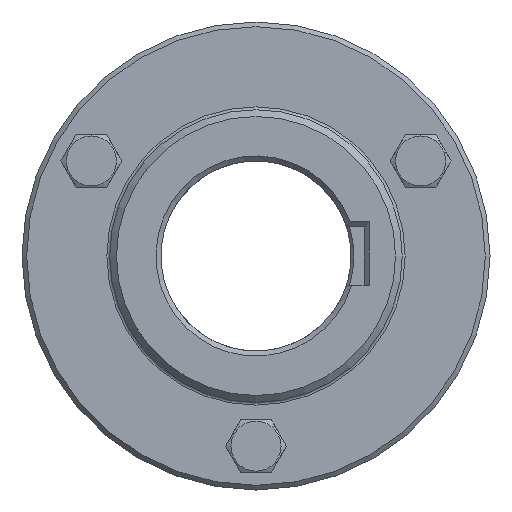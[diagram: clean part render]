
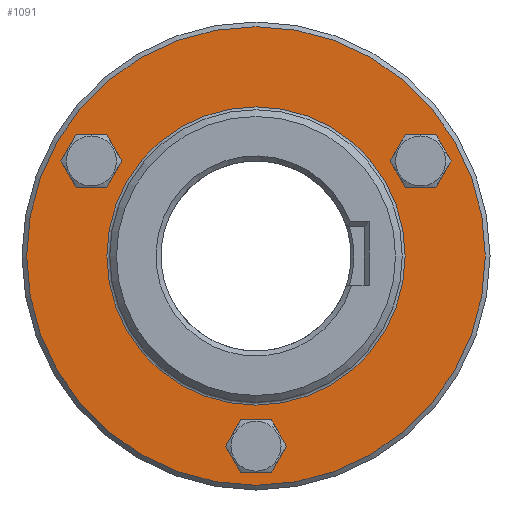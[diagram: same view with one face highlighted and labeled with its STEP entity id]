
A CAD part, left-side view. The second image highlights one B-rep face of the part: STEP entity #1091.
In plain terms, the highlighted face is planar.
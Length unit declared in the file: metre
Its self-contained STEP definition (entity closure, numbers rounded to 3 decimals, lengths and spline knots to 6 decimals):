
#196=CIRCLE('',#1466,0.003565);
#197=CIRCLE('',#1468,0.003565);
#198=CIRCLE('',#1470,0.003565);
#199=CIRCLE('',#1472,0.046578);
#201=CIRCLE('',#1476,0.0303);
#324=ORIENTED_EDGE('',*,*,#525,.T.);
#325=ORIENTED_EDGE('',*,*,#526,.T.);
#326=ORIENTED_EDGE('',*,*,#527,.T.);
#327=ORIENTED_EDGE('',*,*,#530,.F.);
#328=ORIENTED_EDGE('',*,*,#528,.T.);
#525=EDGE_CURVE('',#633,#633,#196,.T.);
#526=EDGE_CURVE('',#634,#634,#197,.T.);
#527=EDGE_CURVE('',#635,#635,#198,.T.);
#528=EDGE_CURVE('',#636,#636,#199,.T.);
#530=EDGE_CURVE('',#638,#638,#201,.T.);
#633=VERTEX_POINT('',#2031);
#634=VERTEX_POINT('',#2034);
#635=VERTEX_POINT('',#2037);
#636=VERTEX_POINT('',#2040);
#638=VERTEX_POINT('',#2046);
#819=EDGE_LOOP('',(#324));
#820=EDGE_LOOP('',(#325));
#821=EDGE_LOOP('',(#326));
#822=EDGE_LOOP('',(#327));
#823=EDGE_LOOP('',(#328));
#946=FACE_BOUND('',#819,.T.);
#947=FACE_BOUND('',#820,.T.);
#948=FACE_BOUND('',#821,.T.);
#949=FACE_BOUND('',#822,.T.);
#950=FACE_BOUND('',#823,.T.);
#1036=PLANE('',#1475);
#1091=ADVANCED_FACE('',(#946,#947,#948,#949,#950),#1036,.T.);
#1466=AXIS2_PLACEMENT_3D('',#2030,#1698,#1699);
#1468=AXIS2_PLACEMENT_3D('',#2033,#1702,#1703);
#1470=AXIS2_PLACEMENT_3D('',#2036,#1706,#1707);
#1472=AXIS2_PLACEMENT_3D('',#2039,#1710,#1711);
#1475=AXIS2_PLACEMENT_3D('',#2044,#1716,#1717);
#1476=AXIS2_PLACEMENT_3D('',#2045,#1718,#1719);
#1698=DIRECTION('',(-1.,0.,0.));
#1699=DIRECTION('',(0.,0.,-1.));
#1702=DIRECTION('',(-1.,0.,0.));
#1703=DIRECTION('',(0.,0.,-1.));
#1706=DIRECTION('',(-1.,0.,0.));
#1707=DIRECTION('',(0.,0.,-1.));
#1710=DIRECTION('',(1.,0.,0.));
#1711=DIRECTION('',(0.,1.,0.));
#1716=DIRECTION('',(1.,0.,0.));
#1717=DIRECTION('',(0.,1.,0.));
#1718=DIRECTION('',(1.,0.,0.));
#1719=DIRECTION('',(0.,0.,1.));
#2030=CARTESIAN_POINT('',(0.011882,0.033443,0.019309));
#2031=CARTESIAN_POINT('',(0.011882,0.033443,0.015744));
#2033=CARTESIAN_POINT('',(0.011882,-0.033443,0.019309));
#2034=CARTESIAN_POINT('',(0.011882,-0.033443,0.015744));
#2036=CARTESIAN_POINT('',(0.011882,0.,-0.038617));
#2037=CARTESIAN_POINT('',(0.011882,0.,-0.042182));
#2039=CARTESIAN_POINT('',(0.011882,0.,0.));
#2040=CARTESIAN_POINT('',(0.011882,0.046578,0.));
#2044=CARTESIAN_POINT('',(0.011882,0.,0.));
#2045=CARTESIAN_POINT('',(0.011882,0.,0.));
#2046=CARTESIAN_POINT('',(0.011882,0.,0.0303));
